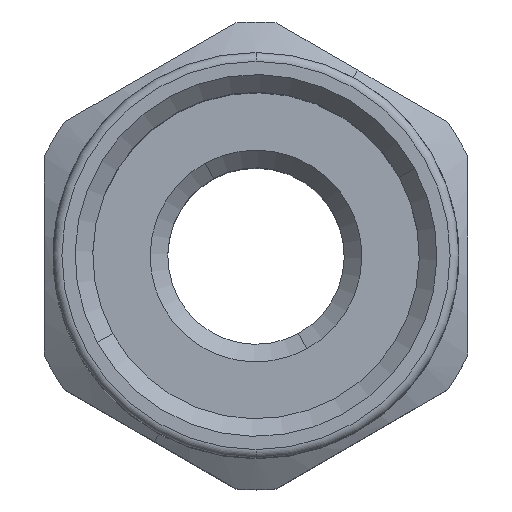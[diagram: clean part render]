
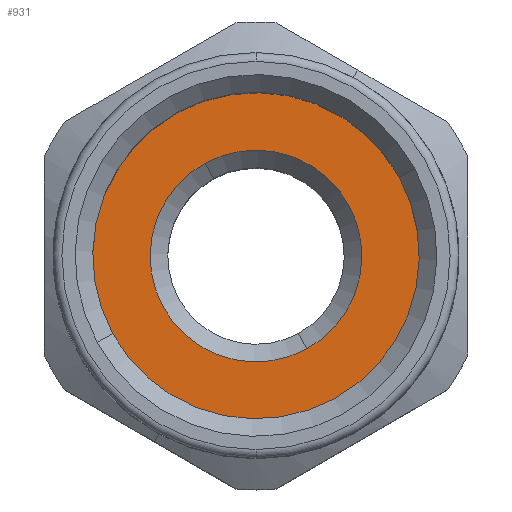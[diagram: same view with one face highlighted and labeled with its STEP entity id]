
A CAD part, top view. The second image highlights one B-rep face of the part: STEP entity #931.
In plain terms, the highlighted planar face has unit normal (0, 0, 1).
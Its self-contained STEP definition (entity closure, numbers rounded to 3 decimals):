
#822=AXIS2_PLACEMENT_3D('Circle Axis2P3D',#820,#821,$) ;
#846=AXIS2_PLACEMENT_3D('Circle Axis2P3D',#844,#845,$) ;
#907=AXIS2_PLACEMENT_3D('Plane Axis2P3D',#904,#905,#906) ;
#915=AXIS2_PLACEMENT_3D('Circle Axis2P3D',#913,#914,$) ;
#924=AXIS2_PLACEMENT_3D('Circle Axis2P3D',#922,#923,$) ;
#817=CARTESIAN_POINT('Vertex',(3.882,8.815,19.)) ;
#820=CARTESIAN_POINT('Axis2P3D Location',(12.,13.25,19.)) ;
#824=CARTESIAN_POINT('Vertex',(20.118,17.685,19.)) ;
#844=CARTESIAN_POINT('Axis2P3D Location',(12.,13.25,19.)) ;
#904=CARTESIAN_POINT('Axis2P3D Location',(12.,13.25,19.)) ;
#913=CARTESIAN_POINT('Axis2P3D Location',(12.,13.25,19.)) ;
#917=CARTESIAN_POINT('Vertex',(14.877,7.985,19.)) ;
#919=CARTESIAN_POINT('Vertex',(9.123,18.515,19.)) ;
#922=CARTESIAN_POINT('Axis2P3D Location',(12.,13.25,19.)) ;
#821=DIRECTION('Axis2P3D Direction',(0.,0.,1.)) ;
#845=DIRECTION('Axis2P3D Direction',(0.,0.,1.)) ;
#905=DIRECTION('Axis2P3D Direction',(0.,0.,1.)) ;
#906=DIRECTION('Axis2P3D XDirection',(0.,1.,0.)) ;
#914=DIRECTION('Axis2P3D Direction',(0.,0.,1.)) ;
#923=DIRECTION('Axis2P3D Direction',(0.,0.,1.)) ;
#910=ORIENTED_EDGE('',*,*,#848,.T.) ;
#911=ORIENTED_EDGE('',*,*,#826,.T.) ;
#928=ORIENTED_EDGE('',*,*,#921,.F.) ;
#929=ORIENTED_EDGE('',*,*,#926,.F.) ;
#930=FACE_BOUND('',#927,.T.) ;
#931=ADVANCED_FACE('Adapter_M16-M20.1\\Koerper.2',(#912,#930),#908,.T.) ;
#823=CIRCLE('generated circle',#822,9.25) ;
#847=CIRCLE('generated circle',#846,9.25) ;
#916=CIRCLE('generated circle',#915,6.) ;
#925=CIRCLE('generated circle',#924,6.) ;
#826=EDGE_CURVE('',#825,#818,#823,.T.) ;
#848=EDGE_CURVE('',#818,#825,#847,.T.) ;
#921=EDGE_CURVE('',#918,#920,#916,.T.) ;
#926=EDGE_CURVE('',#920,#918,#925,.T.) ;
#909=EDGE_LOOP('',(#910,#911)) ;
#927=EDGE_LOOP('',(#928,#929)) ;
#912=FACE_OUTER_BOUND('',#909,.T.) ;
#908=PLANE('',#907) ;
#818=VERTEX_POINT('',#817) ;
#825=VERTEX_POINT('',#824) ;
#918=VERTEX_POINT('',#917) ;
#920=VERTEX_POINT('',#919) ;
